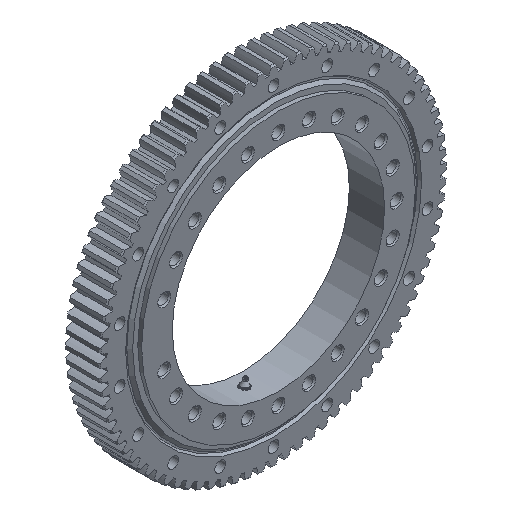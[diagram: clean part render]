
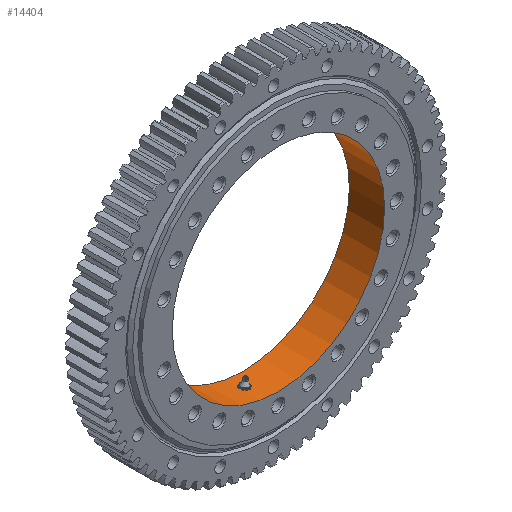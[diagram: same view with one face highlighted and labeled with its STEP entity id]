
A CAD part, isometric view. The second image highlights one B-rep face of the part: STEP entity #14404.
In plain terms, the highlighted cylindrical face has radius 132.499 mm (diameter 264.998 mm), a full revolution.
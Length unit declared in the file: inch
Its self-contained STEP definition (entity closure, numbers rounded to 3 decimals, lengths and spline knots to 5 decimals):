
#278=FACE_BOUND('',#2350,.T.);
#357=B_SPLINE_CURVE_WITH_KNOTS('',3,(#22308,#22309,#22310,#22311,#22312,
#22313,#22314,#22315,#22316,#22317),.UNSPECIFIED.,.F.,.F.,(4,2,2,2,4),(0.,
0.41976,0.83953,1.25929,1.67905),
 .UNSPECIFIED.);
#358=B_SPLINE_CURVE_WITH_KNOTS('',3,(#22318,#22319,#22320,#22321,#22322,
#22323,#22324,#22325,#22326,#22327,#22328,#22329,#22330,#22331,#22332,#22333,
#22334,#22335,#22336,#22337,#22338,#22339,#22340,#22341,#22342,#22343),
 .UNSPECIFIED.,.F.,.F.,(4,2,2,2,2,2,2,2,2,2,2,2,4),(1.67905,2.09881,
2.51857,2.93834,3.3581,3.77786,4.19763,
4.61739,5.03715,5.45691,5.87667,6.29644,
6.7162),.UNSPECIFIED.);
#1082=CYLINDRICAL_SURFACE('',#15424,5.2165);
#1513=FACE_OUTER_BOUND('',#2349,.T.);
#2349=EDGE_LOOP('',(#9777,#9778,#9779,#9780,#9781,#9782));
#2350=EDGE_LOOP('',(#9783,#9784));
#3172=LINE('',#22582,#3630);
#3630=VECTOR('',#17786,5.2165);
#4167=CIRCLE('',#15402,5.2165);
#4168=CIRCLE('',#15403,5.2165);
#4179=CIRCLE('',#15422,5.2165);
#4180=CIRCLE('',#15423,5.2165);
#5458=VERTEX_POINT('',#22306);
#5459=VERTEX_POINT('',#22307);
#5485=VERTEX_POINT('',#22542);
#5486=VERTEX_POINT('',#22543);
#5497=VERTEX_POINT('',#22577);
#5498=VERTEX_POINT('',#22578);
#7122=EDGE_CURVE('',#5458,#5459,#357,.T.);
#7123=EDGE_CURVE('',#5459,#5458,#358,.T.);
#7160=EDGE_CURVE('',#5485,#5486,#4167,.T.);
#7161=EDGE_CURVE('',#5486,#5485,#4168,.T.);
#7175=EDGE_CURVE('',#5497,#5498,#4179,.T.);
#7176=EDGE_CURVE('',#5498,#5497,#4180,.T.);
#7177=EDGE_CURVE('',#5498,#5486,#3172,.T.);
#9777=ORIENTED_EDGE('',*,*,#7175,.T.);
#9778=ORIENTED_EDGE('',*,*,#7177,.T.);
#9779=ORIENTED_EDGE('',*,*,#7160,.F.);
#9780=ORIENTED_EDGE('',*,*,#7161,.F.);
#9781=ORIENTED_EDGE('',*,*,#7177,.F.);
#9782=ORIENTED_EDGE('',*,*,#7176,.T.);
#9783=ORIENTED_EDGE('',*,*,#7122,.T.);
#9784=ORIENTED_EDGE('',*,*,#7123,.T.);
#14404=ADVANCED_FACE('',(#1513,#278),#1082,.F.);
#15402=AXIS2_PLACEMENT_3D('',#22544,#17737,#17738);
#15403=AXIS2_PLACEMENT_3D('',#22545,#17739,#17740);
#15422=AXIS2_PLACEMENT_3D('',#22579,#17780,#17781);
#15423=AXIS2_PLACEMENT_3D('',#22580,#17782,#17783);
#15424=AXIS2_PLACEMENT_3D('',#22581,#17784,#17785);
#17737=DIRECTION('center_axis',(0.,1.,0.));
#17738=DIRECTION('ref_axis',(-1.,0.,0.));
#17739=DIRECTION('center_axis',(0.,1.,0.));
#17740=DIRECTION('ref_axis',(-1.,0.,0.));
#17780=DIRECTION('center_axis',(0.,1.,0.));
#17781=DIRECTION('ref_axis',(-1.,0.,0.));
#17782=DIRECTION('center_axis',(0.,1.,0.));
#17783=DIRECTION('ref_axis',(-1.,0.,0.));
#17784=DIRECTION('center_axis',(0.,1.,0.));
#17785=DIRECTION('ref_axis',(-1.,0.,0.));
#17786=DIRECTION('',(0.,-1.,0.));
#22306=CARTESIAN_POINT('',(-5.19804,0.,-0.4385));
#22307=CARTESIAN_POINT('',(-5.2165,-0.4385,0.));
#22308=CARTESIAN_POINT('Ctrl Pts',(-5.19804,0.,
-0.4385));
#22309=CARTESIAN_POINT('Ctrl Pts',(-5.19804,-0.05509,
-0.4385));
#22310=CARTESIAN_POINT('Ctrl Pts',(-5.199,-0.11383,
-0.42749));
#22311=CARTESIAN_POINT('Ctrl Pts',(-5.20249,-0.22186,
-0.38273));
#22312=CARTESIAN_POINT('Ctrl Pts',(-5.20496,-0.27115,
-0.34898));
#22313=CARTESIAN_POINT('Ctrl Pts',(-5.20959,-0.34898,
-0.27115));
#22314=CARTESIAN_POINT('Ctrl Pts',(-5.21206,-0.38273,
-0.22186));
#22315=CARTESIAN_POINT('Ctrl Pts',(-5.21554,-0.42749,
-0.11383));
#22316=CARTESIAN_POINT('Ctrl Pts',(-5.2165,-0.4385,-0.05509));
#22317=CARTESIAN_POINT('Ctrl Pts',(-5.2165,-0.4385,0.));
#22318=CARTESIAN_POINT('Ctrl Pts',(-5.2165,-0.4385,0.));
#22319=CARTESIAN_POINT('Ctrl Pts',(-5.2165,-0.4385,0.05509));
#22320=CARTESIAN_POINT('Ctrl Pts',(-5.21554,-0.42749,
0.11383));
#22321=CARTESIAN_POINT('Ctrl Pts',(-5.21206,-0.38273,
0.22186));
#22322=CARTESIAN_POINT('Ctrl Pts',(-5.20959,-0.34898,
0.27115));
#22323=CARTESIAN_POINT('Ctrl Pts',(-5.20496,-0.27115,
0.34898));
#22324=CARTESIAN_POINT('Ctrl Pts',(-5.20249,-0.22186,
0.38273));
#22325=CARTESIAN_POINT('Ctrl Pts',(-5.199,-0.11383,
0.42749));
#22326=CARTESIAN_POINT('Ctrl Pts',(-5.19804,-0.05509,
0.4385));
#22327=CARTESIAN_POINT('Ctrl Pts',(-5.19804,0.05509,
0.4385));
#22328=CARTESIAN_POINT('Ctrl Pts',(-5.199,0.11383,
0.42749));
#22329=CARTESIAN_POINT('Ctrl Pts',(-5.20249,0.22186,
0.38273));
#22330=CARTESIAN_POINT('Ctrl Pts',(-5.20496,0.27115,
0.34898));
#22331=CARTESIAN_POINT('Ctrl Pts',(-5.20959,0.34898,
0.27115));
#22332=CARTESIAN_POINT('Ctrl Pts',(-5.21206,0.38273,0.22186));
#22333=CARTESIAN_POINT('Ctrl Pts',(-5.21554,0.42749,0.11383));
#22334=CARTESIAN_POINT('Ctrl Pts',(-5.2165,0.4385,0.05509));
#22335=CARTESIAN_POINT('Ctrl Pts',(-5.2165,0.4385,-0.05509));
#22336=CARTESIAN_POINT('Ctrl Pts',(-5.21554,0.42749,
-0.11383));
#22337=CARTESIAN_POINT('Ctrl Pts',(-5.21206,0.38273,-0.22186));
#22338=CARTESIAN_POINT('Ctrl Pts',(-5.20959,0.34898,
-0.27115));
#22339=CARTESIAN_POINT('Ctrl Pts',(-5.20496,0.27115,
-0.34898));
#22340=CARTESIAN_POINT('Ctrl Pts',(-5.20249,0.22186,
-0.38273));
#22341=CARTESIAN_POINT('Ctrl Pts',(-5.199,0.11383,
-0.42749));
#22342=CARTESIAN_POINT('Ctrl Pts',(-5.19804,0.05509,
-0.4385));
#22343=CARTESIAN_POINT('Ctrl Pts',(-5.19804,0.,-0.4385));
#22542=CARTESIAN_POINT('',(-5.2165,-0.984,0.));
#22543=CARTESIAN_POINT('',(5.2165,-0.984,0.));
#22544=CARTESIAN_POINT('Origin',(0.,-0.984,0.));
#22545=CARTESIAN_POINT('Origin',(0.,-0.984,0.));
#22577=CARTESIAN_POINT('',(-5.2165,0.748,0.));
#22578=CARTESIAN_POINT('',(5.2165,0.748,0.));
#22579=CARTESIAN_POINT('Origin',(0.,0.748,0.));
#22580=CARTESIAN_POINT('Origin',(0.,0.748,0.));
#22581=CARTESIAN_POINT('Origin',(0.,-0.118,0.));
#22582=CARTESIAN_POINT('',(5.2165,-0.118,0.));
